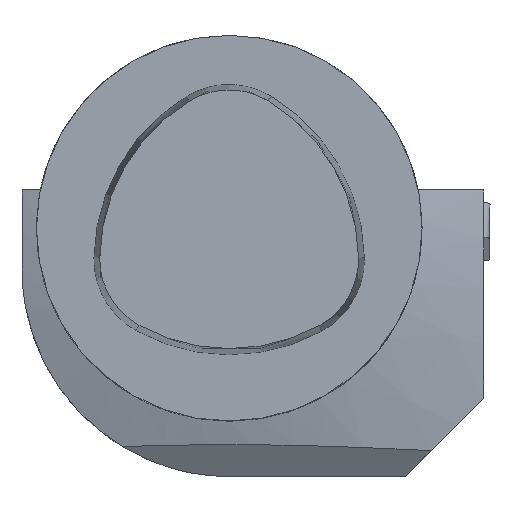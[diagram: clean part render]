
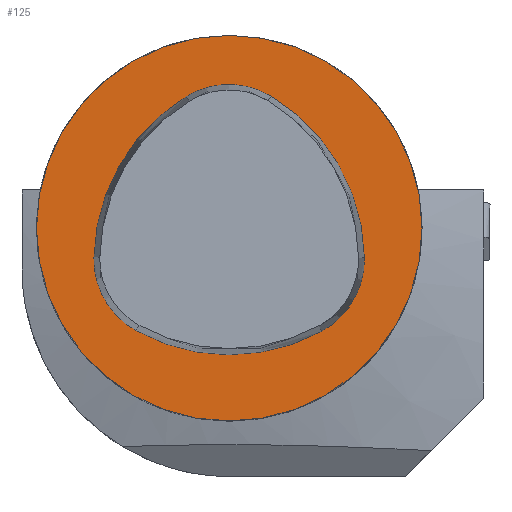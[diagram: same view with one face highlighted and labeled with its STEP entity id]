
A CAD part, top view. The second image highlights one B-rep face of the part: STEP entity #125.
In plain terms, the highlighted planar face has unit normal (0, 0, 1).
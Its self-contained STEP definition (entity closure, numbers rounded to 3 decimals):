
#68=CIRCLE('',#1064,20.);
#125=ADVANCED_FACE('',(#224),#178,.T.);
#178=PLANE('',#1070);
#224=FACE_OUTER_BOUND('',#285,.T.);
#285=EDGE_LOOP('',(#437));
#437=ORIENTED_EDGE('',*,*,#757,.F.);
#649=VERTEX_POINT('',#1591);
#757=EDGE_CURVE('',#649,#649,#68,.T.);
#1064=AXIS2_PLACEMENT_3D('',#1590,#1231,#1232);
#1070=AXIS2_PLACEMENT_3D('',#1609,#1247,#1248);
#1231=DIRECTION('',(0.,0.,-1.));
#1232=DIRECTION('',(0.,-1.,0.));
#1247=DIRECTION('',(0.,0.,1.));
#1248=DIRECTION('',(0.,1.,0.));
#1590=CARTESIAN_POINT('',(0.,0.,0.));
#1591=CARTESIAN_POINT('',(0.,-20.,0.));
#1609=CARTESIAN_POINT('',(20.,0.,0.));
